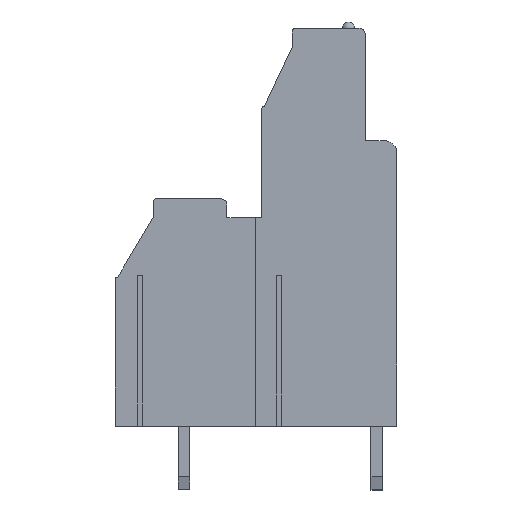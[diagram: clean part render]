
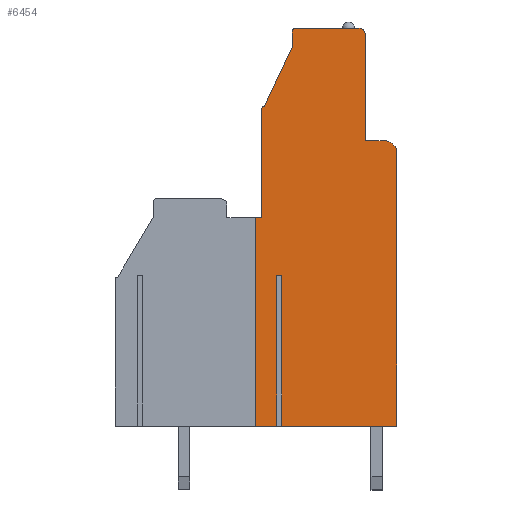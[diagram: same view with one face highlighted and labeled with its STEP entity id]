
A CAD part, top view. The second image highlights one B-rep face of the part: STEP entity #6454.
In plain terms, the highlighted planar face has unit normal (0, 0, 1).
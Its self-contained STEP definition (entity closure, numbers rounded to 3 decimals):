
#13=DIRECTION('',(0.,-1.,0.));
#14=VECTOR('',#13,8.6);
#15=CARTESIAN_POINT('',(-5.15,8.6,27.94));
#16=LINE('',#15,#14);
#17=CARTESIAN_POINT('',(-4.95,8.6,27.94));
#18=DIRECTION('',(0.,0.,1.));
#19=DIRECTION('',(0.,1.,0.));
#20=AXIS2_PLACEMENT_3D('',#17,#18,#19);
#22=DIRECTION('',(-0.424,-0.906,0.));
#23=VECTOR('',#22,5.189);
#24=CARTESIAN_POINT('',(-2.75,13.5,27.94));
#25=LINE('',#24,#23);
#26=DIRECTION('',(0.,-1.,0.));
#27=VECTOR('',#26,1.2);
#28=CARTESIAN_POINT('',(-2.75,14.7,27.94));
#29=LINE('',#28,#27);
#30=CARTESIAN_POINT('',(-2.45,14.7,27.94));
#31=DIRECTION('',(0.,0.,1.));
#32=DIRECTION('',(0.,1.,0.));
#33=AXIS2_PLACEMENT_3D('',#30,#31,#32);
#35=DIRECTION('',(-1.,0.,0.));
#36=VECTOR('',#35,5.);
#37=CARTESIAN_POINT('',(2.55,15.,27.94));
#38=LINE('',#37,#36);
#39=CARTESIAN_POINT('',(2.55,14.5,27.94));
#40=DIRECTION('',(0.,0.,1.));
#41=DIRECTION('',(1.,0.,0.));
#42=AXIS2_PLACEMENT_3D('',#39,#40,#41);
#44=DIRECTION('',(0.,1.,0.));
#45=VECTOR('',#44,8.4);
#46=CARTESIAN_POINT('',(3.05,6.1,27.94));
#47=LINE('',#46,#45);
#48=DIRECTION('',(-1.,0.,0.));
#49=VECTOR('',#48,1.5);
#50=CARTESIAN_POINT('',(4.55,6.1,27.94));
#51=LINE('',#50,#49);
#52=CARTESIAN_POINT('',(4.55,5.1,27.94));
#53=DIRECTION('',(0.,0.,1.));
#54=DIRECTION('',(1.,0.,0.));
#55=AXIS2_PLACEMENT_3D('',#52,#53,#54);
#57=DIRECTION('',(0.,1.,0.));
#58=VECTOR('',#57,21.6);
#59=CARTESIAN_POINT('',(5.55,-16.5,27.94));
#60=LINE('',#59,#58);
#61=DIRECTION('',(0.,1.,0.));
#62=VECTOR('',#61,11.95);
#63=CARTESIAN_POINT('',(-3.56,-16.5,27.94));
#64=LINE('',#63,#62);
#65=DIRECTION('',(-1.,0.,0.));
#66=VECTOR('',#65,0.38);
#67=CARTESIAN_POINT('',(-3.56,-4.55,27.94));
#68=LINE('',#67,#66);
#69=DIRECTION('',(0.,1.,0.));
#70=VECTOR('',#69,11.95);
#71=CARTESIAN_POINT('',(-3.94,-16.5,27.94));
#72=LINE('',#71,#70);
#77=DIRECTION('',(0.,-1.,0.));
#78=VECTOR('',#77,16.5);
#79=CARTESIAN_POINT('',(-5.65,0.,27.94));
#80=LINE('',#79,#78);
#174=DIRECTION('',(1.,0.,0.));
#175=VECTOR('',#174,1.71);
#176=CARTESIAN_POINT('',(-5.65,-16.5,27.94));
#177=LINE('',#176,#175);
#200=DIRECTION('',(1.,0.,0.));
#201=VECTOR('',#200,9.11);
#202=CARTESIAN_POINT('',(-3.56,-16.5,27.94));
#203=LINE('',#202,#201);
#720=DIRECTION('',(-1.,0.,0.));
#721=VECTOR('',#720,0.5);
#722=CARTESIAN_POINT('',(-5.15,0.,27.94));
#723=LINE('',#722,#721);
#4943=CARTESIAN_POINT('',(5.55,-16.5,27.94));
#4944=CARTESIAN_POINT('',(5.55,5.1,27.94));
#4945=VERTEX_POINT('',#4943);
#4946=VERTEX_POINT('',#4944);
#4947=CARTESIAN_POINT('',(4.55,6.1,27.94));
#4948=VERTEX_POINT('',#4947);
#4949=CARTESIAN_POINT('',(3.05,6.1,27.94));
#4950=VERTEX_POINT('',#4949);
#4951=CARTESIAN_POINT('',(3.05,14.5,27.94));
#4952=VERTEX_POINT('',#4951);
#4953=CARTESIAN_POINT('',(2.55,15.,27.94));
#4954=VERTEX_POINT('',#4953);
#4955=CARTESIAN_POINT('',(-2.45,15.,27.94));
#4956=VERTEX_POINT('',#4955);
#4957=CARTESIAN_POINT('',(-2.75,14.7,27.94));
#4958=VERTEX_POINT('',#4957);
#4959=CARTESIAN_POINT('',(-2.75,13.5,27.94));
#4960=VERTEX_POINT('',#4959);
#4961=CARTESIAN_POINT('',(-4.95,8.8,27.94));
#4962=VERTEX_POINT('',#4961);
#4963=CARTESIAN_POINT('',(-5.15,8.6,27.94));
#4964=VERTEX_POINT('',#4963);
#4965=CARTESIAN_POINT('',(-5.15,0.,27.94));
#4966=VERTEX_POINT('',#4965);
#5011=CARTESIAN_POINT('',(-3.56,-4.55,27.94));
#5012=CARTESIAN_POINT('',(-3.94,-4.55,27.94));
#5013=VERTEX_POINT('',#5011);
#5014=VERTEX_POINT('',#5012);
#5015=CARTESIAN_POINT('',(-3.94,-16.5,27.94));
#5016=VERTEX_POINT('',#5015);
#5017=CARTESIAN_POINT('',(-3.56,-16.5,27.94));
#5018=VERTEX_POINT('',#5017);
#5185=CARTESIAN_POINT('',(-5.65,-16.5,27.94));
#5187=VERTEX_POINT('',#5185);
#5189=CARTESIAN_POINT('',(-5.65,0.,27.94));
#5190=VERTEX_POINT('',#5189);
#6411=CARTESIAN_POINT('',(0.,0.,27.94));
#6412=DIRECTION('',(0.,0.,1.));
#6413=DIRECTION('',(1.,0.,0.));
#6414=AXIS2_PLACEMENT_3D('',#6411,#6412,#6413);
#6415=PLANE('',#6414);
#6417=ORIENTED_EDGE('',*,*,#6416,.F.);
#6419=ORIENTED_EDGE('',*,*,#6418,.F.);
#6421=ORIENTED_EDGE('',*,*,#6420,.F.);
#6423=ORIENTED_EDGE('',*,*,#6422,.F.);
#6425=ORIENTED_EDGE('',*,*,#6424,.F.);
#6427=ORIENTED_EDGE('',*,*,#6426,.F.);
#6429=ORIENTED_EDGE('',*,*,#6428,.F.);
#6431=ORIENTED_EDGE('',*,*,#6430,.F.);
#6433=ORIENTED_EDGE('',*,*,#6432,.F.);
#6435=ORIENTED_EDGE('',*,*,#6434,.F.);
#6437=ORIENTED_EDGE('',*,*,#6436,.F.);
#6439=ORIENTED_EDGE('',*,*,#6438,.F.);
#6441=ORIENTED_EDGE('',*,*,#6440,.F.);
#6443=ORIENTED_EDGE('',*,*,#6442,.F.);
#6445=ORIENTED_EDGE('',*,*,#6444,.T.);
#6447=ORIENTED_EDGE('',*,*,#6446,.T.);
#6449=ORIENTED_EDGE('',*,*,#6448,.F.);
#6451=ORIENTED_EDGE('',*,*,#6450,.F.);
#6452=EDGE_LOOP('',(#6417,#6419,#6421,#6423,#6425,#6427,#6429,#6431,#6433,#6435,
#6437,#6439,#6441,#6443,#6445,#6447,#6449,#6451));
#6453=FACE_OUTER_BOUND('',#6452,.F.);
#21=CIRCLE('',#20,0.2);
#34=CIRCLE('',#33,0.3);
#43=CIRCLE('',#42,0.5);
#56=CIRCLE('',#55,1.);
#6416=EDGE_CURVE('',#5190,#5187,#80,.T.);
#6418=EDGE_CURVE('',#4966,#5190,#723,.T.);
#6420=EDGE_CURVE('',#4964,#4966,#16,.T.);
#6422=EDGE_CURVE('',#4962,#4964,#21,.T.);
#6424=EDGE_CURVE('',#4960,#4962,#25,.T.);
#6426=EDGE_CURVE('',#4958,#4960,#29,.T.);
#6428=EDGE_CURVE('',#4956,#4958,#34,.T.);
#6430=EDGE_CURVE('',#4954,#4956,#38,.T.);
#6432=EDGE_CURVE('',#4952,#4954,#43,.T.);
#6434=EDGE_CURVE('',#4950,#4952,#47,.T.);
#6436=EDGE_CURVE('',#4948,#4950,#51,.T.);
#6438=EDGE_CURVE('',#4946,#4948,#56,.T.);
#6440=EDGE_CURVE('',#4945,#4946,#60,.T.);
#6442=EDGE_CURVE('',#5018,#4945,#203,.T.);
#6444=EDGE_CURVE('',#5018,#5013,#64,.T.);
#6446=EDGE_CURVE('',#5013,#5014,#68,.T.);
#6448=EDGE_CURVE('',#5016,#5014,#72,.T.);
#6450=EDGE_CURVE('',#5187,#5016,#177,.T.);
#6454=ADVANCED_FACE('',(#6453),#6415,.T.);
